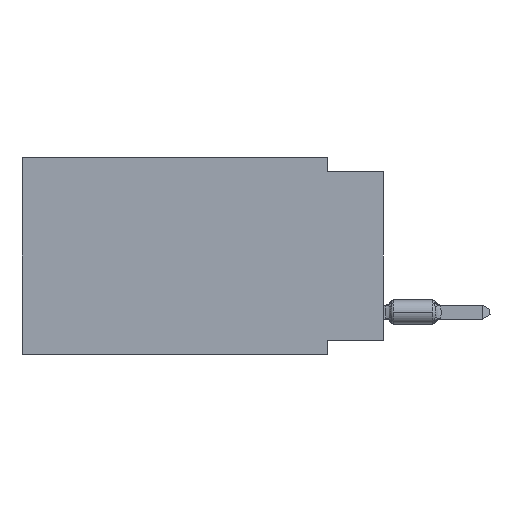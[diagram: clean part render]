
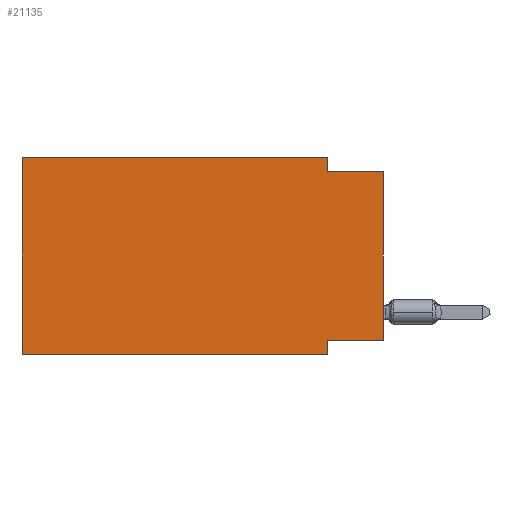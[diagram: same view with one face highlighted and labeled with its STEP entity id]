
A CAD part, left-side view. The second image highlights one B-rep face of the part: STEP entity #21135.
In plain terms, the highlighted planar face has unit normal (-1, 0, 0).
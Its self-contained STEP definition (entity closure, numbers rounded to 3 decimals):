
#514 = ORIENTED_EDGE ( 'NONE', *, *, #48711, .T. ) ;
#604 = EDGE_LOOP ( 'NONE', ( #3302, #6961, #10487, #37001, #19787, #514, #14700, #45197 ) ) ;
#3302 = ORIENTED_EDGE ( 'NONE', *, *, #21714, .T. ) ;
#4398 = CARTESIAN_POINT ( 'NONE',  ( 0., 2.54, -8.255 ) ) ;
#5271 = EDGE_CURVE ( 'NONE', #13025, #5483, #45157, .T. ) ;
#5483 = VERTEX_POINT ( 'NONE', #11205 ) ;
#6961 = ORIENTED_EDGE ( 'NONE', *, *, #12149, .F. ) ;
#10487 = ORIENTED_EDGE ( 'NONE', *, *, #19101, .F. ) ;
#11205 = CARTESIAN_POINT ( 'NONE',  ( 0., 2.54, -8.89 ) ) ;
#11294 = VECTOR ( 'NONE', #30042, 1000. ) ;
#12074 = EDGE_CURVE ( 'NONE', #38520, #13025, #51467, .T. ) ;
#12149 = EDGE_CURVE ( 'NONE', #36369, #38351, #48161, .T. ) ;
#12877 = CARTESIAN_POINT ( 'NONE',  ( 0., 0., -8.255 ) ) ;
#12904 = VERTEX_POINT ( 'NONE', #28919 ) ;
#13025 = VERTEX_POINT ( 'NONE', #4398 ) ;
#13586 = CARTESIAN_POINT ( 'NONE',  ( 0., 2.54, 0. ) ) ;
#14700 = ORIENTED_EDGE ( 'NONE', *, *, #5271, .F. ) ;
#14935 = VECTOR ( 'NONE', #25932, 1000. ) ;
#15673 = LINE ( 'NONE', #24120, #27614 ) ;
#16202 = VECTOR ( 'NONE', #34059, 1000. ) ;
#16910 = CARTESIAN_POINT ( 'NONE',  ( 0., 2.54, -8.89 ) ) ;
#17408 = DIRECTION ( 'NONE',  ( 0., 0., -1. ) ) ;
#19101 = EDGE_CURVE ( 'NONE', #52990, #36369, #27742, .T. ) ;
#19281 = DIRECTION ( 'NONE',  ( 0., 0., 1. ) ) ;
#19386 = CARTESIAN_POINT ( 'NONE',  ( 0., 16.383, 0. ) ) ;
#19787 = ORIENTED_EDGE ( 'NONE', *, *, #49053, .F. ) ;
#21067 = DIRECTION ( 'NONE',  ( 0., 0., 1. ) ) ;
#21135 = ADVANCED_FACE ( 'NONE', ( #34569 ), #21901, .F. ) ;
#21389 = VECTOR ( 'NONE', #19281, 1000. ) ;
#21714 = EDGE_CURVE ( 'NONE', #38520, #38351, #25001, .T. ) ;
#21901 = PLANE ( 'NONE',  #52736 ) ;
#22010 = CARTESIAN_POINT ( 'NONE',  ( 0., 16.383, 0. ) ) ;
#22017 = VECTOR ( 'NONE', #44354, 1000. ) ;
#23848 = DIRECTION ( 'NONE',  ( 0., -1., 0. ) ) ;
#24120 = CARTESIAN_POINT ( 'NONE',  ( 0., 16.383, -8.89 ) ) ;
#25001 = LINE ( 'NONE', #46402, #50101 ) ;
#25932 = DIRECTION ( 'NONE',  ( 0., -1., 0. ) ) ;
#27614 = VECTOR ( 'NONE', #23848, 1000. ) ;
#27742 = LINE ( 'NONE', #53098, #22017 ) ;
#27811 = LINE ( 'NONE', #19386, #50772 ) ;
#28919 = CARTESIAN_POINT ( 'NONE',  ( 0., 16.383, -8.89 ) ) ;
#30042 = DIRECTION ( 'NONE',  ( 0., 1., 0. ) ) ;
#33902 = EDGE_CURVE ( 'NONE', #55077, #52990, #27811, .T. ) ;
#34059 = DIRECTION ( 'NONE',  ( 0., 0., -1. ) ) ;
#34569 = FACE_OUTER_BOUND ( 'NONE', #604, .T. ) ;
#35987 = CARTESIAN_POINT ( 'NONE',  ( 0., 2.54, -0.635 ) ) ;
#36264 = DIRECTION ( 'NONE',  ( 0., -1., 0. ) ) ;
#36369 = VERTEX_POINT ( 'NONE', #35987 ) ;
#37001 = ORIENTED_EDGE ( 'NONE', *, *, #33902, .F. ) ;
#38351 = VERTEX_POINT ( 'NONE', #52760 ) ;
#38520 = VERTEX_POINT ( 'NONE', #50149 ) ;
#39330 = DIRECTION ( 'NONE',  ( 1., 0., 0. ) ) ;
#40671 = LINE ( 'NONE', #53906, #21389 ) ;
#44354 = DIRECTION ( 'NONE',  ( 0., 0., -1. ) ) ;
#45157 = LINE ( 'NONE', #16910, #16202 ) ;
#45197 = ORIENTED_EDGE ( 'NONE', *, *, #12074, .F. ) ;
#46402 = CARTESIAN_POINT ( 'NONE',  ( 0., 0., 0. ) ) ;
#48161 = LINE ( 'NONE', #52679, #14935 ) ;
#48711 = EDGE_CURVE ( 'NONE', #12904, #5483, #15673, .T. ) ;
#49053 = EDGE_CURVE ( 'NONE', #12904, #55077, #40671, .T. ) ;
#50101 = VECTOR ( 'NONE', #21067, 1000. ) ;
#50149 = CARTESIAN_POINT ( 'NONE',  ( 0., 0., -8.255 ) ) ;
#50772 = VECTOR ( 'NONE', #36264, 1000. ) ;
#51467 = LINE ( 'NONE', #12877, #11294 ) ;
#51760 = CARTESIAN_POINT ( 'NONE',  ( 0., 16.383, 0. ) ) ;
#52679 = CARTESIAN_POINT ( 'NONE',  ( 0., 0., -0.635 ) ) ;
#52736 = AXIS2_PLACEMENT_3D ( 'NONE', #51760, #39330, #17408 ) ;
#52760 = CARTESIAN_POINT ( 'NONE',  ( 0., 0., -0.635 ) ) ;
#52990 = VERTEX_POINT ( 'NONE', #13586 ) ;
#53098 = CARTESIAN_POINT ( 'NONE',  ( 0., 2.54, 0. ) ) ;
#53906 = CARTESIAN_POINT ( 'NONE',  ( 0., 16.383, 0. ) ) ;
#55077 = VERTEX_POINT ( 'NONE', #22010 ) ;
